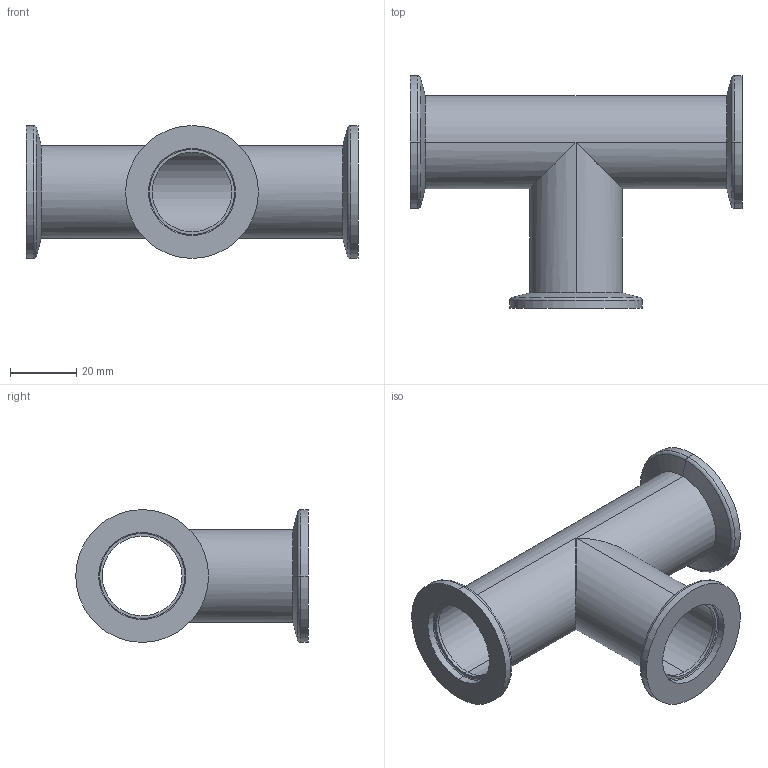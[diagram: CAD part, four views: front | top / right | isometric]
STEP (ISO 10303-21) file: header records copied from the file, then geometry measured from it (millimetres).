
FILE_DESCRIPTION (( 'STEP AP214' ), '1' );
FILE_NAME ('170RTS025.stp', '2019-07-23T05:28:52', ( '' ), ( '' ), 'SwSTEP 2.0', 'SolidWorks 2015', '' );
FILE_SCHEMA (( 'AUTOMOTIVE_DESIGN' ));
Length unit declared in the file: millimetre
Products named in the file (1): 170RTS025
Bounding box: 100 x 70 x 40 mm (x, y, z)
Volume: 23532.3 mm3; surface area: 28172.9 mm2
Topology: 5 solids, 5 shells, 71 faces, 144 edges, 86 vertices
Faces by surface type: cylinder 34, plane 19, torus 12, cone 6
Entity records: 2743 total; most frequent: DIRECTION 370, CARTESIAN_POINT 326, ORIENTED_EDGE 288, AXIS2_PLACEMENT_3D 162, EDGE_CURVE 144, CIRCLE 90, EDGE_LOOP 86, VERTEX_POINT 86
